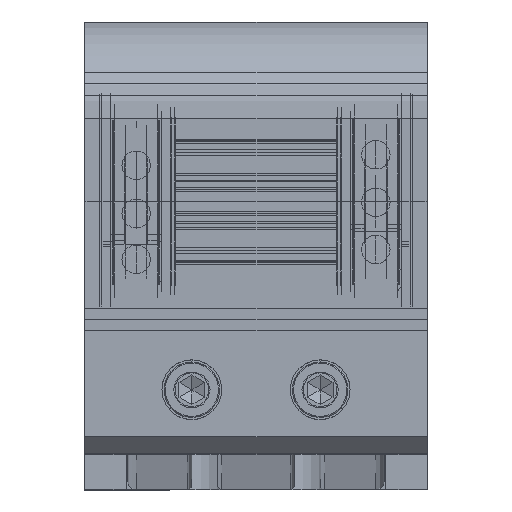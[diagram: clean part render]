
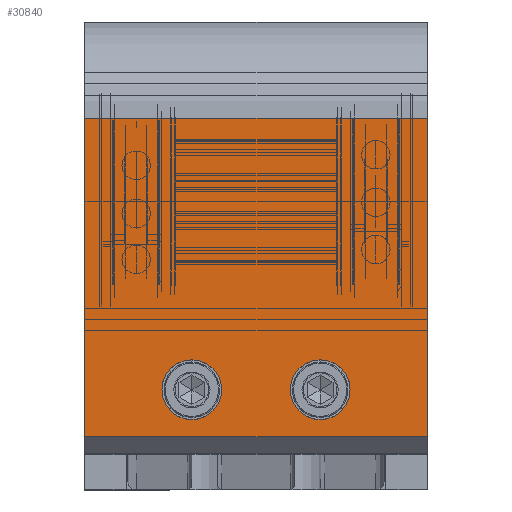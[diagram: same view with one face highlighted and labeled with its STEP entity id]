
A CAD part, top view. The second image highlights one B-rep face of the part: STEP entity #30840.
In plain terms, the highlighted planar face has unit normal (0, 0, 1).
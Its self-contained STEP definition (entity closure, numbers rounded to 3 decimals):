
#2105 = EDGE_CURVE ( 'NONE', #28052, #73243, #100374, .T. ) ;
#3469 = VERTEX_POINT ( 'NONE', #274255 ) ;
#6768 = FACE_BOUND ( 'NONE', #265119, .T. ) ;
#13247 = CARTESIAN_POINT ( 'NONE',  ( 167.798, 174.238, 570.351 ) ) ;
#14365 = EDGE_CURVE ( 'NONE', #52541, #17578, #21567, .T. ) ;
#17578 = VERTEX_POINT ( 'NONE', #112084 ) ;
#21567 = CIRCLE ( 'NONE', #40586, 7. ) ;
#28052 = VERTEX_POINT ( 'NONE', #240438 ) ;
#30840 = ADVANCED_FACE ( 'NONE', ( #6768, #127764, #250904 ), #248996, .F. ) ;
#32069 = EDGE_CURVE ( 'NONE', #3469, #49769, #345918, .T. ) ;
#35145 = DIRECTION ( 'NONE',  ( 0., 0., 1. ) ) ;
#40586 = AXIS2_PLACEMENT_3D ( 'NONE', #81775, #109575, #202790 ) ;
#49769 = VERTEX_POINT ( 'NONE', #264269 ) ;
#52541 = VERTEX_POINT ( 'NONE', #142112 ) ;
#54366 = VERTEX_POINT ( 'NONE', #13247 ) ;
#65083 = CARTESIAN_POINT ( 'NONE',  ( 153.798, 174.238, 570.351 ) ) ;
#72404 = DIRECTION ( 'NONE',  ( 0., -1., 0. ) ) ;
#73243 = VERTEX_POINT ( 'NONE', #122593 ) ;
#76294 = DIRECTION ( 'NONE',  ( -1., 0., 0. ) ) ;
#78428 = EDGE_LOOP ( 'NONE', ( #242652, #234269 ) ) ;
#79967 = CARTESIAN_POINT ( 'NONE',  ( 185.798, 159.238, 570.351 ) ) ;
#81775 = CARTESIAN_POINT ( 'NONE',  ( 130.798, 174.238, 570.351 ) ) ;
#97184 = EDGE_CURVE ( 'NONE', #272622, #54366, #152173, .T. ) ;
#97320 = VECTOR ( 'NONE', #76294, 1000. ) ;
#99521 = EDGE_CURVE ( 'NONE', #73243, #3469, #322474, .T. ) ;
#100374 = LINE ( 'NONE', #102297, #97320 ) ;
#102297 = CARTESIAN_POINT ( 'NONE',  ( 185.798, 237.738, 570.351 ) ) ;
#102657 = ORIENTED_EDGE ( 'NONE', *, *, #371211, .F. ) ;
#106148 = CARTESIAN_POINT ( 'NONE',  ( 105.798, 159.238, 570.351 ) ) ;
#108105 = EDGE_CURVE ( 'NONE', #54366, #272622, #215851, .T. ) ;
#109575 = DIRECTION ( 'NONE',  ( 0., 0., 1. ) ) ;
#112084 = CARTESIAN_POINT ( 'NONE',  ( 123.798, 174.238, 570.351 ) ) ;
#122593 = CARTESIAN_POINT ( 'NONE',  ( 105.798, 237.738, 570.351 ) ) ;
#127764 = FACE_BOUND ( 'NONE', #78428, .T. ) ;
#141012 = ORIENTED_EDGE ( 'NONE', *, *, #32069, .T. ) ;
#141119 = DIRECTION ( 'NONE',  ( 0., 0., 1. ) ) ;
#142112 = CARTESIAN_POINT ( 'NONE',  ( 137.798, 174.238, 570.351 ) ) ;
#150933 = DIRECTION ( 'NONE',  ( 1., 0., 0. ) ) ;
#152173 = CIRCLE ( 'NONE', #247286, 7. ) ;
#157290 = CARTESIAN_POINT ( 'NONE',  ( 185.798, 163.238, 570.351 ) ) ;
#170898 = CARTESIAN_POINT ( 'NONE',  ( 160.798, 174.238, 570.351 ) ) ;
#180609 = EDGE_LOOP ( 'NONE', ( #309525, #141012, #341903, #384357 ) ) ;
#196951 = DIRECTION ( 'NONE',  ( 1., 0., 0. ) ) ;
#202790 = DIRECTION ( 'NONE',  ( 1., 0., 0. ) ) ;
#210389 = DIRECTION ( 'NONE',  ( 0., 0., 1. ) ) ;
#215851 = CIRCLE ( 'NONE', #374158, 7. ) ;
#217353 = DIRECTION ( 'NONE',  ( 0., -1., 0. ) ) ;
#223946 = VECTOR ( 'NONE', #217353, 1000. ) ;
#228389 = VECTOR ( 'NONE', #196951, 1000. ) ;
#234269 = ORIENTED_EDGE ( 'NONE', *, *, #97184, .F. ) ;
#240438 = CARTESIAN_POINT ( 'NONE',  ( 185.798, 237.738, 570.351 ) ) ;
#242652 = ORIENTED_EDGE ( 'NONE', *, *, #108105, .F. ) ;
#246041 = AXIS2_PLACEMENT_3D ( 'NONE', #79967, #320265, #322221 ) ;
#247194 = LINE ( 'NONE', #368134, #223946 ) ;
#247286 = AXIS2_PLACEMENT_3D ( 'NONE', #170898, #141119, #150933 ) ;
#248996 = PLANE ( 'NONE',  #246041 ) ;
#250793 = VECTOR ( 'NONE', #72404, 1000. ) ;
#250904 = FACE_OUTER_BOUND ( 'NONE', #180609, .T. ) ;
#264269 = CARTESIAN_POINT ( 'NONE',  ( 185.798, 163.238, 570.351 ) ) ;
#265119 = EDGE_LOOP ( 'NONE', ( #380686, #102657 ) ) ;
#272622 = VERTEX_POINT ( 'NONE', #65083 ) ;
#274255 = CARTESIAN_POINT ( 'NONE',  ( 105.798, 163.238, 570.351 ) ) ;
#277410 = DIRECTION ( 'NONE',  ( 1., 0., 0. ) ) ;
#279551 = CIRCLE ( 'NONE', #380721, 7. ) ;
#309525 = ORIENTED_EDGE ( 'NONE', *, *, #99521, .T. ) ;
#320265 = DIRECTION ( 'NONE',  ( 0., 0., -1. ) ) ;
#322221 = DIRECTION ( 'NONE',  ( -1., 0., 0. ) ) ;
#322474 = LINE ( 'NONE', #106148, #250793 ) ;
#329577 = CARTESIAN_POINT ( 'NONE',  ( 130.798, 174.238, 570.351 ) ) ;
#331527 = DIRECTION ( 'NONE',  ( 1., 0., 0. ) ) ;
#341903 = ORIENTED_EDGE ( 'NONE', *, *, #382187, .F. ) ;
#345918 = LINE ( 'NONE', #157290, #228389 ) ;
#360715 = CARTESIAN_POINT ( 'NONE',  ( 160.798, 174.238, 570.351 ) ) ;
#368134 = CARTESIAN_POINT ( 'NONE',  ( 185.798, 159.238, 570.351 ) ) ;
#371211 = EDGE_CURVE ( 'NONE', #17578, #52541, #279551, .T. ) ;
#374158 = AXIS2_PLACEMENT_3D ( 'NONE', #360715, #35145, #277410 ) ;
#380686 = ORIENTED_EDGE ( 'NONE', *, *, #14365, .F. ) ;
#380721 = AXIS2_PLACEMENT_3D ( 'NONE', #329577, #210389, #331527 ) ;
#382187 = EDGE_CURVE ( 'NONE', #28052, #49769, #247194, .T. ) ;
#384357 = ORIENTED_EDGE ( 'NONE', *, *, #2105, .T. ) ;
